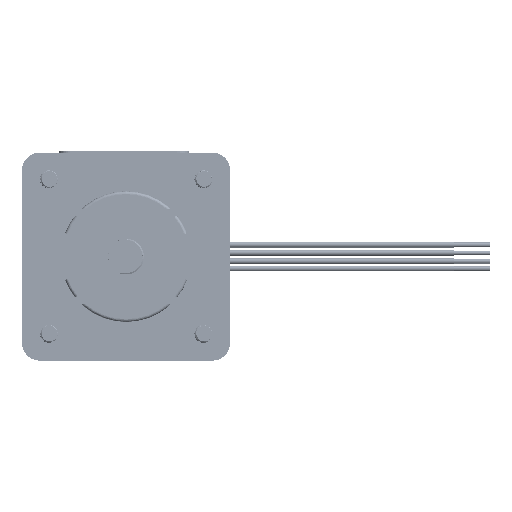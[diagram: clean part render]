
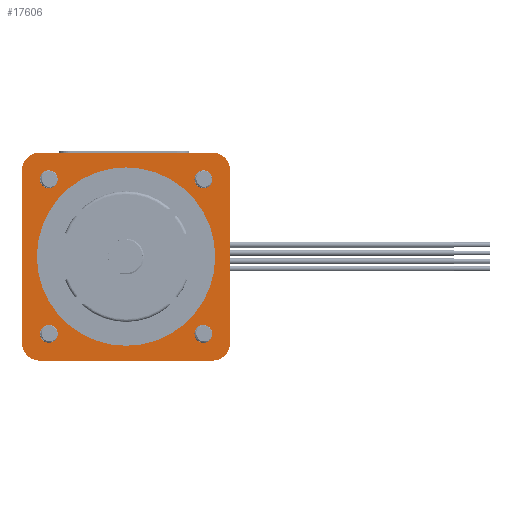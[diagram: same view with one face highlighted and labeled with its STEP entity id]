
A CAD part, front view. The second image highlights one B-rep face of the part: STEP entity #17606.
In plain terms, the highlighted face is planar.
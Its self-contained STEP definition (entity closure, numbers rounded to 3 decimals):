
#457=FACE_BOUND('',#2859,.T.);
#458=FACE_BOUND('',#2860,.T.);
#459=FACE_BOUND('',#2861,.T.);
#460=FACE_BOUND('',#2862,.T.);
#461=FACE_BOUND('',#2863,.T.);
#941=PLANE('',#19501);
#1820=FACE_OUTER_BOUND('',#2858,.T.);
#2858=EDGE_LOOP('',(#15542,#15543,#15544,#15545,#15546,#15547,#15548,#15549));
#2859=EDGE_LOOP('',(#15550));
#2860=EDGE_LOOP('',(#15551));
#2861=EDGE_LOOP('',(#15552));
#2862=EDGE_LOOP('',(#15553));
#2863=EDGE_LOOP('',(#15554));
#4428=LINE('',#29738,#5892);
#4429=LINE('',#29742,#5893);
#4430=LINE('',#29746,#5894);
#4431=LINE('',#29749,#5895);
#5892=VECTOR('',#24424,29.);
#5893=VECTOR('',#24427,29.);
#5894=VECTOR('',#24430,29.);
#5895=VECTOR('',#24433,29.);
#6992=CIRCLE('',#19502,3.);
#6993=CIRCLE('',#19503,3.);
#6994=CIRCLE('',#19504,3.);
#6995=CIRCLE('',#19505,3.);
#6996=CIRCLE('',#19506,15.);
#6997=CIRCLE('',#19507,1.5);
#6998=CIRCLE('',#19508,1.5);
#6999=CIRCLE('',#19509,1.5);
#7000=CIRCLE('',#19510,1.5);
#8534=VERTEX_POINT('',#29734);
#8535=VERTEX_POINT('',#29735);
#8536=VERTEX_POINT('',#29737);
#8537=VERTEX_POINT('',#29739);
#8538=VERTEX_POINT('',#29741);
#8539=VERTEX_POINT('',#29743);
#8540=VERTEX_POINT('',#29745);
#8541=VERTEX_POINT('',#29747);
#8542=VERTEX_POINT('',#29750);
#8543=VERTEX_POINT('',#29752);
#8544=VERTEX_POINT('',#29754);
#8545=VERTEX_POINT('',#29756);
#8546=VERTEX_POINT('',#29758);
#10946=EDGE_CURVE('',#8534,#8535,#6992,.T.);
#10947=EDGE_CURVE('',#8536,#8534,#4428,.T.);
#10948=EDGE_CURVE('',#8537,#8536,#6993,.T.);
#10949=EDGE_CURVE('',#8538,#8537,#4429,.T.);
#10950=EDGE_CURVE('',#8539,#8538,#6994,.T.);
#10951=EDGE_CURVE('',#8540,#8539,#4430,.T.);
#10952=EDGE_CURVE('',#8541,#8540,#6995,.T.);
#10953=EDGE_CURVE('',#8535,#8541,#4431,.T.);
#10954=EDGE_CURVE('',#8542,#8542,#6996,.T.);
#10955=EDGE_CURVE('',#8543,#8543,#6997,.T.);
#10956=EDGE_CURVE('',#8544,#8544,#6998,.T.);
#10957=EDGE_CURVE('',#8545,#8545,#6999,.T.);
#10958=EDGE_CURVE('',#8546,#8546,#7000,.T.);
#15542=ORIENTED_EDGE('',*,*,#10946,.F.);
#15543=ORIENTED_EDGE('',*,*,#10947,.F.);
#15544=ORIENTED_EDGE('',*,*,#10948,.F.);
#15545=ORIENTED_EDGE('',*,*,#10949,.F.);
#15546=ORIENTED_EDGE('',*,*,#10950,.F.);
#15547=ORIENTED_EDGE('',*,*,#10951,.F.);
#15548=ORIENTED_EDGE('',*,*,#10952,.F.);
#15549=ORIENTED_EDGE('',*,*,#10953,.F.);
#15550=ORIENTED_EDGE('',*,*,#10954,.F.);
#15551=ORIENTED_EDGE('',*,*,#10955,.T.);
#15552=ORIENTED_EDGE('',*,*,#10956,.T.);
#15553=ORIENTED_EDGE('',*,*,#10957,.T.);
#15554=ORIENTED_EDGE('',*,*,#10958,.T.);
#17606=ADVANCED_FACE('',(#1820,#457,#458,#459,#460,#461),#941,.F.);
#19501=AXIS2_PLACEMENT_3D('',#29733,#24420,#24421);
#19502=AXIS2_PLACEMENT_3D('',#29736,#24422,#24423);
#19503=AXIS2_PLACEMENT_3D('',#29740,#24425,#24426);
#19504=AXIS2_PLACEMENT_3D('',#29744,#24428,#24429);
#19505=AXIS2_PLACEMENT_3D('',#29748,#24431,#24432);
#19506=AXIS2_PLACEMENT_3D('',#29751,#24434,#24435);
#19507=AXIS2_PLACEMENT_3D('',#29753,#24436,#24437);
#19508=AXIS2_PLACEMENT_3D('',#29755,#24438,#24439);
#19509=AXIS2_PLACEMENT_3D('',#29757,#24440,#24441);
#19510=AXIS2_PLACEMENT_3D('',#29759,#24442,#24443);
#24420=DIRECTION('center_axis',(0.,0.,1.));
#24421=DIRECTION('ref_axis',(1.,0.,0.));
#24422=DIRECTION('center_axis',(0.,0.,1.));
#24423=DIRECTION('ref_axis',(1.,0.,0.));
#24424=DIRECTION('',(1.,0.,0.));
#24425=DIRECTION('center_axis',(0.,0.,1.));
#24426=DIRECTION('ref_axis',(1.,0.,0.));
#24427=DIRECTION('',(0.,-1.,0.));
#24428=DIRECTION('center_axis',(0.,0.,1.));
#24429=DIRECTION('ref_axis',(1.,0.,0.));
#24430=DIRECTION('',(-1.,0.,0.));
#24431=DIRECTION('center_axis',(0.,0.,1.));
#24432=DIRECTION('ref_axis',(-1.,0.,0.));
#24433=DIRECTION('',(0.,1.,0.));
#24434=DIRECTION('center_axis',(0.,0.,-1.));
#24435=DIRECTION('ref_axis',(-1.,0.,0.));
#24436=DIRECTION('center_axis',(0.,0.,1.));
#24437=DIRECTION('ref_axis',(1.,0.,0.));
#24438=DIRECTION('center_axis',(0.,0.,1.));
#24439=DIRECTION('ref_axis',(1.,0.,0.));
#24440=DIRECTION('center_axis',(0.,0.,1.));
#24441=DIRECTION('ref_axis',(1.,0.,0.));
#24442=DIRECTION('center_axis',(0.,0.,1.));
#24443=DIRECTION('ref_axis',(1.,0.,0.));
#29733=CARTESIAN_POINT('Origin',(14.5,-14.5,1.9));
#29734=CARTESIAN_POINT('',(14.5,-17.5,1.9));
#29735=CARTESIAN_POINT('',(17.5,-14.5,1.9));
#29736=CARTESIAN_POINT('Origin',(14.5,-14.5,1.9));
#29737=CARTESIAN_POINT('',(-14.5,-17.5,1.9));
#29738=CARTESIAN_POINT('',(-14.5,-17.5,1.9));
#29739=CARTESIAN_POINT('',(-17.5,-14.5,1.9));
#29740=CARTESIAN_POINT('Origin',(-14.5,-14.5,1.9));
#29741=CARTESIAN_POINT('',(-17.5,14.5,1.9));
#29742=CARTESIAN_POINT('',(-17.5,14.5,1.9));
#29743=CARTESIAN_POINT('',(-14.5,17.5,1.9));
#29744=CARTESIAN_POINT('Origin',(-14.5,14.5,1.9));
#29745=CARTESIAN_POINT('',(14.5,17.5,1.9));
#29746=CARTESIAN_POINT('',(14.5,17.5,1.9));
#29747=CARTESIAN_POINT('',(17.5,14.5,1.9));
#29748=CARTESIAN_POINT('Origin',(14.5,14.5,1.9));
#29749=CARTESIAN_POINT('',(17.5,-14.5,1.9));
#29750=CARTESIAN_POINT('',(-15.,0.,1.9));
#29751=CARTESIAN_POINT('Origin',(0.,0.,1.9));
#29752=CARTESIAN_POINT('',(-11.5,-13.,1.9));
#29753=CARTESIAN_POINT('Origin',(-13.,-13.,1.9));
#29754=CARTESIAN_POINT('',(14.5,-13.,1.9));
#29755=CARTESIAN_POINT('Origin',(13.,-13.,1.9));
#29756=CARTESIAN_POINT('',(14.5,13.,1.9));
#29757=CARTESIAN_POINT('Origin',(13.,13.,1.9));
#29758=CARTESIAN_POINT('',(-11.5,13.,1.9));
#29759=CARTESIAN_POINT('Origin',(-13.,13.,1.9));
